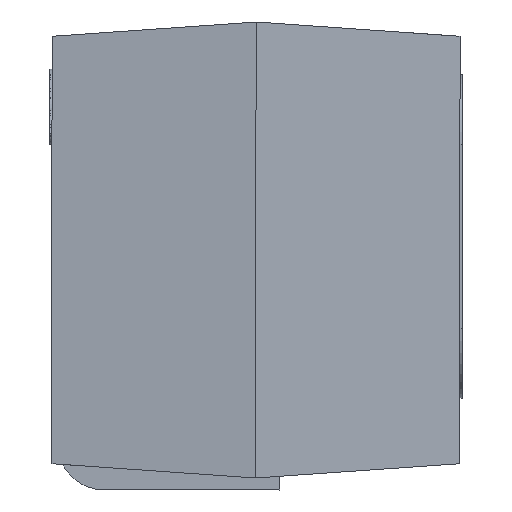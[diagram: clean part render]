
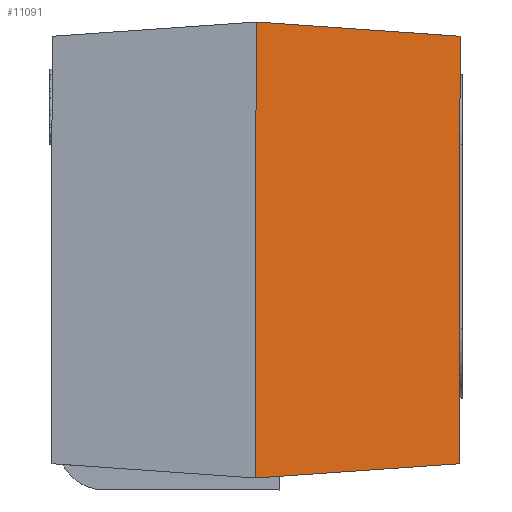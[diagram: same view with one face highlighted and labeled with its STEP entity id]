
A CAD part, left-side view. The second image highlights one B-rep face of the part: STEP entity #11091.
In plain terms, the highlighted planar face has unit normal (-0.998, -0.07, 0).
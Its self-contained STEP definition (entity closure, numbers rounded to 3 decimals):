
#438 = PLANE ( 'NONE',  #4780 ) ;
#855 = VERTEX_POINT ( 'NONE', #7063 ) ;
#1532 = VECTOR ( 'NONE', #2093, 1000. ) ;
#2093 = DIRECTION ( 'NONE',  ( -0.07, 0.995, -0.07 ) ) ;
#2766 = CARTESIAN_POINT ( 'NONE',  ( -1.916, -1.53, 2.36 ) ) ;
#3116 = CARTESIAN_POINT ( 'NONE',  ( -1.975, -0.68, 2.36 ) ) ;
#3298 = LINE ( 'NONE', #11688, #12116 ) ;
#3625 = VERTEX_POINT ( 'NONE', #13835 ) ;
#3769 = DIRECTION ( 'NONE',  ( -0.07, 0.995, 0.07 ) ) ;
#4268 = FACE_OUTER_BOUND ( 'NONE', #6453, .T. ) ;
#4515 = LINE ( 'NONE', #5740, #1532 ) ;
#4780 = AXIS2_PLACEMENT_3D ( 'NONE', #3116, #8124, #11970 ) ;
#4899 = LINE ( 'NONE', #9829, #11734 ) ;
#5613 = VERTEX_POINT ( 'NONE', #12728 ) ;
#5740 = CARTESIAN_POINT ( 'NONE',  ( -1.975, -0.68, 0.46 ) ) ;
#6229 = EDGE_CURVE ( 'NONE', #855, #9876, #13747, .T. ) ;
#6453 = EDGE_LOOP ( 'NONE', ( #11282, #9898, #9148, #10691 ) ) ;
#7025 = DIRECTION ( 'NONE',  ( 0., 0., -1. ) ) ;
#7063 = CARTESIAN_POINT ( 'NONE',  ( -1.916, -1.53, 2.301 ) ) ;
#8124 = DIRECTION ( 'NONE',  ( -0.998, -0.07, 0. ) ) ;
#8514 = EDGE_CURVE ( 'NONE', #9876, #5613, #4515, .T. ) ;
#9107 = EDGE_CURVE ( 'NONE', #3625, #5613, #3298, .T. ) ;
#9148 = ORIENTED_EDGE ( 'NONE', *, *, #6229, .F. ) ;
#9829 = CARTESIAN_POINT ( 'NONE',  ( -1.975, -0.68, 2.36 ) ) ;
#9876 = VERTEX_POINT ( 'NONE', #15277 ) ;
#9898 = ORIENTED_EDGE ( 'NONE', *, *, #8514, .F. ) ;
#10691 = ORIENTED_EDGE ( 'NONE', *, *, #10990, .T. ) ;
#10990 = EDGE_CURVE ( 'NONE', #855, #3625, #4899, .T. ) ;
#11091 = ADVANCED_FACE ( 'NONE', ( #4268 ), #438, .T. ) ;
#11282 = ORIENTED_EDGE ( 'NONE', *, *, #9107, .T. ) ;
#11688 = CARTESIAN_POINT ( 'NONE',  ( -1.975, -0.68, 2.36 ) ) ;
#11734 = VECTOR ( 'NONE', #3769, 1000. ) ;
#11970 = DIRECTION ( 'NONE',  ( -0.07, 0.998, 0. ) ) ;
#12116 = VECTOR ( 'NONE', #7025, 1000. ) ;
#12728 = CARTESIAN_POINT ( 'NONE',  ( -1.975, -0.68, 0.46 ) ) ;
#13747 = LINE ( 'NONE', #2766, #15131 ) ;
#13835 = CARTESIAN_POINT ( 'NONE',  ( -1.975, -0.68, 2.36 ) ) ;
#14001 = DIRECTION ( 'NONE',  ( 0., 0., -1. ) ) ;
#15131 = VECTOR ( 'NONE', #14001, 1000. ) ;
#15277 = CARTESIAN_POINT ( 'NONE',  ( -1.916, -1.53, 0.52 ) ) ;
